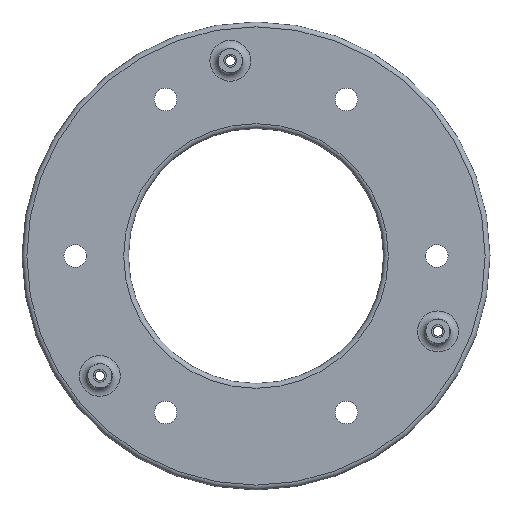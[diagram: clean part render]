
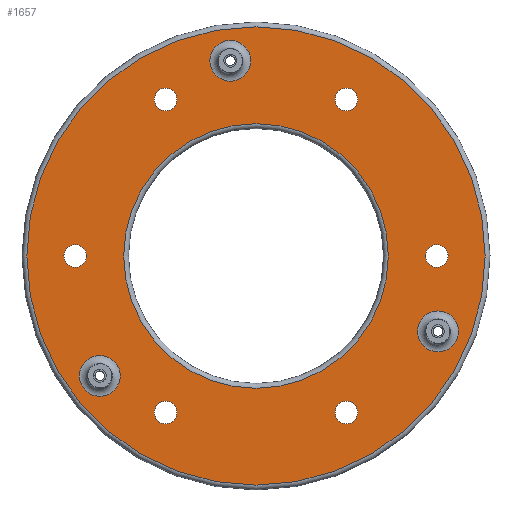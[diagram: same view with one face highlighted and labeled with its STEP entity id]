
A CAD part, top view. The second image highlights one B-rep face of the part: STEP entity #1657.
In plain terms, the highlighted planar face has unit normal (0, 0, 1).
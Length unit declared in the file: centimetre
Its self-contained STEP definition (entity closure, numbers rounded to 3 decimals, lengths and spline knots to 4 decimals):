
#323=FACE_BOUND('',#594,.T.);
#324=FACE_BOUND('',#595,.T.);
#325=FACE_BOUND('',#596,.T.);
#326=FACE_BOUND('',#597,.T.);
#327=FACE_BOUND('',#598,.T.);
#328=FACE_BOUND('',#599,.T.);
#329=FACE_BOUND('',#600,.T.);
#330=FACE_BOUND('',#601,.T.);
#331=FACE_BOUND('',#602,.T.);
#332=FACE_BOUND('',#603,.T.);
#447=FACE_OUTER_BOUND('',#593,.T.);
#593=EDGE_LOOP('',(#1509));
#594=EDGE_LOOP('',(#1510));
#595=EDGE_LOOP('',(#1511));
#596=EDGE_LOOP('',(#1512));
#597=EDGE_LOOP('',(#1513));
#598=EDGE_LOOP('',(#1514));
#599=EDGE_LOOP('',(#1515));
#600=EDGE_LOOP('',(#1516));
#601=EDGE_LOOP('',(#1517));
#602=EDGE_LOOP('',(#1518));
#603=EDGE_LOOP('',(#1519));
#698=CIRCLE('',#1851,7.);
#700=CIRCLE('',#1854,7.);
#702=CIRCLE('',#1857,7.);
#704=CIRCLE('',#1860,7.);
#706=CIRCLE('',#1863,7.);
#709=CIRCLE('',#1867,12.6615);
#714=CIRCLE('',#1874,12.6615);
#720=CIRCLE('',#1882,12.6615);
#728=CIRCLE('',#1898,82.);
#733=CIRCLE('',#1904,142.);
#735=CIRCLE('',#1907,7.);
#830=VERTEX_POINT('',#2857);
#832=VERTEX_POINT('',#2863);
#834=VERTEX_POINT('',#2869);
#836=VERTEX_POINT('',#2875);
#838=VERTEX_POINT('',#2881);
#841=VERTEX_POINT('',#2888);
#845=VERTEX_POINT('',#2900);
#849=VERTEX_POINT('',#2913);
#857=VERTEX_POINT('',#2942);
#860=VERTEX_POINT('',#2950);
#862=VERTEX_POINT('',#2956);
#1033=EDGE_CURVE('',#830,#830,#698,.T.);
#1036=EDGE_CURVE('',#832,#832,#700,.T.);
#1039=EDGE_CURVE('',#834,#834,#702,.T.);
#1042=EDGE_CURVE('',#836,#836,#704,.T.);
#1045=EDGE_CURVE('',#838,#838,#706,.T.);
#1048=EDGE_CURVE('',#841,#841,#709,.T.);
#1054=EDGE_CURVE('',#845,#845,#714,.T.);
#1061=EDGE_CURVE('',#849,#849,#720,.T.);
#1073=EDGE_CURVE('',#857,#857,#728,.T.);
#1078=EDGE_CURVE('',#860,#860,#733,.T.);
#1081=EDGE_CURVE('',#862,#862,#735,.T.);
#1509=ORIENTED_EDGE('',*,*,#1078,.F.);
#1510=ORIENTED_EDGE('',*,*,#1033,.T.);
#1511=ORIENTED_EDGE('',*,*,#1036,.T.);
#1512=ORIENTED_EDGE('',*,*,#1039,.T.);
#1513=ORIENTED_EDGE('',*,*,#1042,.T.);
#1514=ORIENTED_EDGE('',*,*,#1045,.T.);
#1515=ORIENTED_EDGE('',*,*,#1054,.F.);
#1516=ORIENTED_EDGE('',*,*,#1073,.T.);
#1517=ORIENTED_EDGE('',*,*,#1061,.F.);
#1518=ORIENTED_EDGE('',*,*,#1048,.F.);
#1519=ORIENTED_EDGE('',*,*,#1081,.T.);
#1542=PLANE('',#1909);
#1657=ADVANCED_FACE('',(#447,#323,#324,#325,#326,#327,#328,#329,#330,#331,
#332),#1542,.T.);
#1851=AXIS2_PLACEMENT_3D('',#2859,#2366,#2367);
#1854=AXIS2_PLACEMENT_3D('',#2865,#2373,#2374);
#1857=AXIS2_PLACEMENT_3D('',#2871,#2380,#2381);
#1860=AXIS2_PLACEMENT_3D('',#2877,#2387,#2388);
#1863=AXIS2_PLACEMENT_3D('',#2883,#2394,#2395);
#1867=AXIS2_PLACEMENT_3D('',#2890,#2402,#2403);
#1874=AXIS2_PLACEMENT_3D('',#2902,#2417,#2418);
#1882=AXIS2_PLACEMENT_3D('',#2915,#2434,#2435);
#1898=AXIS2_PLACEMENT_3D('',#2943,#2470,#2471);
#1904=AXIS2_PLACEMENT_3D('',#2952,#2482,#2483);
#1907=AXIS2_PLACEMENT_3D('',#2958,#2489,#2490);
#1909=AXIS2_PLACEMENT_3D('',#2960,#2493,#2494);
#2366=DIRECTION('center_axis',(0.,0.,-1.));
#2367=DIRECTION('ref_axis',(1.,0.,0.));
#2373=DIRECTION('center_axis',(0.,0.,-1.));
#2374=DIRECTION('ref_axis',(1.,0.,0.));
#2380=DIRECTION('center_axis',(0.,0.,-1.));
#2381=DIRECTION('ref_axis',(1.,0.,0.));
#2387=DIRECTION('center_axis',(0.,0.,-1.));
#2388=DIRECTION('ref_axis',(1.,0.,0.));
#2394=DIRECTION('center_axis',(0.,0.,-1.));
#2395=DIRECTION('ref_axis',(1.,0.,0.));
#2402=DIRECTION('center_axis',(0.,0.,1.));
#2403=DIRECTION('ref_axis',(-0.609,0.793,0.));
#2417=DIRECTION('center_axis',(0.,0.,1.));
#2418=DIRECTION('ref_axis',(-0.383,-0.924,0.));
#2434=DIRECTION('center_axis',(0.,0.,1.));
#2435=DIRECTION('ref_axis',(0.991,0.131,0.));
#2470=DIRECTION('center_axis',(0.,0.,-1.));
#2471=DIRECTION('ref_axis',(1.,0.,0.));
#2482=DIRECTION('center_axis',(0.,0.,-1.));
#2483=DIRECTION('ref_axis',(1.,0.,0.));
#2489=DIRECTION('center_axis',(0.,0.,-1.));
#2490=DIRECTION('ref_axis',(1.,0.,0.));
#2493=DIRECTION('center_axis',(0.,0.,1.));
#2494=DIRECTION('ref_axis',(1.,0.,0.));
#2857=CARTESIAN_POINT('',(662.4014,358.0339,6.));
#2859=CARTESIAN_POINT('Origin',(669.4014,358.0339,6.));
#2863=CARTESIAN_POINT('',(774.4014,358.0339,6.));
#2865=CARTESIAN_POINT('Origin',(781.4014,358.0339,6.));
#2869=CARTESIAN_POINT('',(606.4014,455.0287,6.));
#2871=CARTESIAN_POINT('Origin',(613.4014,455.0287,6.));
#2875=CARTESIAN_POINT('',(662.4014,552.0236,6.));
#2877=CARTESIAN_POINT('Origin',(669.4014,552.0236,6.));
#2881=CARTESIAN_POINT('',(830.4014,455.0287,6.));
#2883=CARTESIAN_POINT('Origin',(837.4014,455.0287,6.));
#2888=CARTESIAN_POINT('',(628.6122,368.0983,6.));
#2890=CARTESIAN_POINT('Origin',(628.6122,380.7598,6.));
#2900=CARTESIAN_POINT('',(838.1147,395.6798,6.));
#2902=CARTESIAN_POINT('Origin',(838.1147,408.3413,6.));
#2913=CARTESIAN_POINT('',(709.4772,563.3235,6.));
#2915=CARTESIAN_POINT('Origin',(709.4772,575.985,6.));
#2942=CARTESIAN_POINT('',(725.4014,373.0287,6.));
#2943=CARTESIAN_POINT('Origin',(725.4014,455.0287,6.));
#2950=CARTESIAN_POINT('',(725.4014,313.0287,6.));
#2952=CARTESIAN_POINT('Origin',(725.4014,455.0287,6.));
#2956=CARTESIAN_POINT('',(774.4014,552.0236,6.));
#2958=CARTESIAN_POINT('Origin',(781.4014,552.0236,6.));
#2960=CARTESIAN_POINT('Origin',(781.4014,552.0236,6.));
